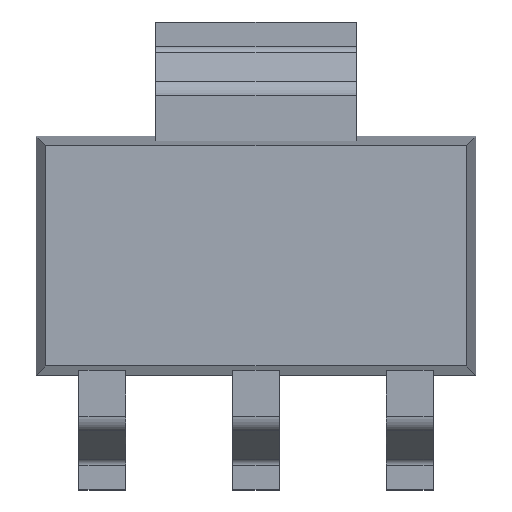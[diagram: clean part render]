
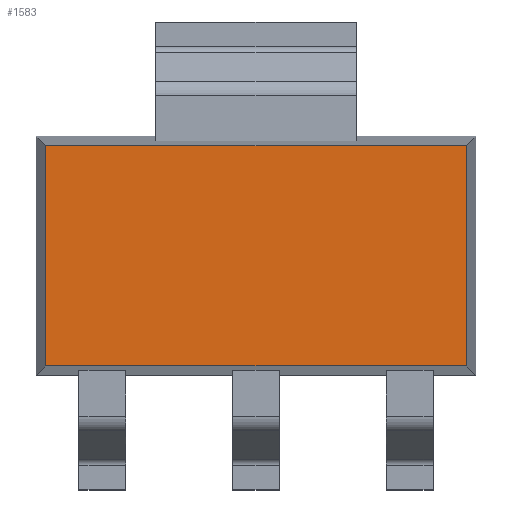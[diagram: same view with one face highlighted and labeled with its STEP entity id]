
A CAD part, top view. The second image highlights one B-rep face of the part: STEP entity #1583.
In plain terms, the highlighted planar face has unit normal (0, 0, 1).
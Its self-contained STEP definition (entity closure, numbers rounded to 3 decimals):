
#45=PLANE('',#1674);
#99=LINE('',#2115,#231);
#149=LINE('',#2249,#281);
#150=LINE('',#2251,#282);
#151=LINE('',#2253,#283);
#231=VECTOR('',#1788,1000.);
#281=VECTOR('',#1914,1000.);
#282=VECTOR('',#1917,1000.);
#283=VECTOR('',#1918,1000.);
#498=ORIENTED_EDGE('',*,*,#765,.T.);
#499=ORIENTED_EDGE('',*,*,#766,.T.);
#500=ORIENTED_EDGE('',*,*,#767,.T.);
#501=ORIENTED_EDGE('',*,*,#699,.T.);
#699=EDGE_CURVE('',#851,#850,#99,.F.);
#765=EDGE_CURVE('',#850,#896,#149,.F.);
#766=EDGE_CURVE('',#896,#897,#150,.F.);
#767=EDGE_CURVE('',#897,#851,#151,.F.);
#850=VERTEX_POINT('',#2114);
#851=VERTEX_POINT('',#2116);
#896=VERTEX_POINT('',#2248);
#897=VERTEX_POINT('',#2252);
#1000=EDGE_LOOP('',(#498,#499,#500,#501));
#1066=FACE_BOUND('',#1000,.T.);
#1583=ADVANCED_FACE('',(#1066),#45,.T.);
#1674=AXIS2_PLACEMENT_3D('',#2250,#1915,#1916);
#1788=DIRECTION('',(1.,0.,0.));
#1914=DIRECTION('',(0.,1.,0.));
#1915=DIRECTION('',(0.,0.,1.));
#1916=DIRECTION('',(1.,0.,0.));
#1917=DIRECTION('',(-1.,0.,0.));
#1918=DIRECTION('',(0.,-1.,0.));
#2114=CARTESIAN_POINT('',(-3.148,1.648,1.7));
#2115=CARTESIAN_POINT('',(0.,1.648,1.7));
#2116=CARTESIAN_POINT('',(3.148,1.648,1.7));
#2248=CARTESIAN_POINT('',(-3.148,-1.648,1.7));
#2249=CARTESIAN_POINT('',(-3.148,0.,1.7));
#2250=CARTESIAN_POINT('',(0.,0.,1.7));
#2251=CARTESIAN_POINT('',(0.,-1.648,1.7));
#2252=CARTESIAN_POINT('',(3.148,-1.648,1.7));
#2253=CARTESIAN_POINT('',(3.148,0.,1.7));
